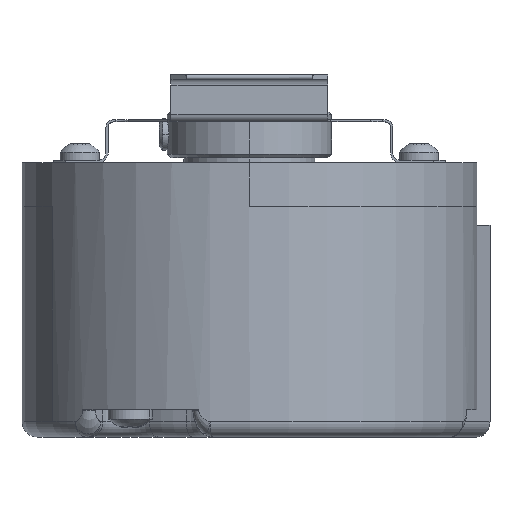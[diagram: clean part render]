
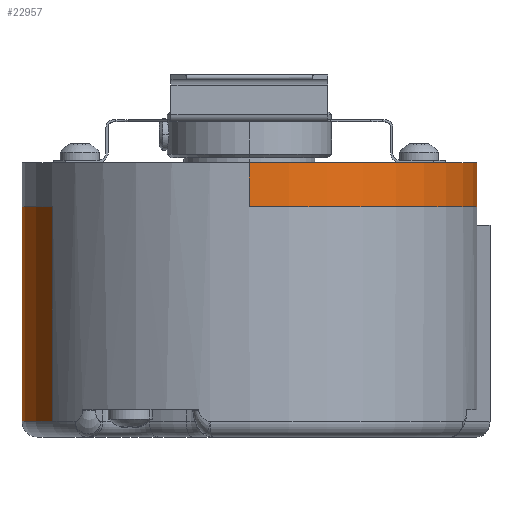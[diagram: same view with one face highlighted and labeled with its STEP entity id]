
A CAD part, left-side view. The second image highlights one B-rep face of the part: STEP entity #22957.
In plain terms, the highlighted cylindrical face has radius 29 mm (diameter 58 mm), a partial arc.
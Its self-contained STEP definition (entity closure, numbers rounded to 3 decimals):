
#106=DIRECTION('',(0.,0.,-1.));
#107=VECTOR('',#106,2.4);
#108=CARTESIAN_POINT('',(14.5,-25.115,12.4));
#109=LINE('',#108,#107);
#210=CARTESIAN_POINT('',(0.,0.,12.4));
#211=DIRECTION('',(0.,0.,1.));
#212=DIRECTION('',(1.,0.,0.));
#213=AXIS2_PLACEMENT_3D('',#210,#211,#212);
#215=DIRECTION('',(0.,0.,1.));
#216=VECTOR('',#215,5.6);
#217=CARTESIAN_POINT('',(29.,0.,12.4));
#218=LINE('',#217,#216);
#219=DIRECTION('',(0.,0.,-1.));
#220=VECTOR('',#219,27.4);
#221=CARTESIAN_POINT('',(-14.5,25.115,12.4));
#222=LINE('',#221,#220);
#223=CARTESIAN_POINT('',(18.616,22.236,-15.));
#224=CARTESIAN_POINT('',(18.637,22.218,-15.004));
#225=CARTESIAN_POINT('',(18.683,22.18,-14.993));
#226=CARTESIAN_POINT('',(18.755,22.119,-14.981));
#227=CARTESIAN_POINT('',(18.83,22.055,-14.957));
#228=CARTESIAN_POINT('',(18.908,21.988,-14.924));
#229=CARTESIAN_POINT('',(18.989,21.918,-14.881));
#230=CARTESIAN_POINT('',(19.071,21.847,-14.827));
#231=CARTESIAN_POINT('',(19.155,21.774,-14.762));
#232=CARTESIAN_POINT('',(19.236,21.702,-14.687));
#233=CARTESIAN_POINT('',(19.315,21.632,-14.603));
#234=CARTESIAN_POINT('',(19.389,21.566,-14.511));
#235=CARTESIAN_POINT('',(19.456,21.505,-14.414));
#236=CARTESIAN_POINT('',(19.516,21.451,-14.314));
#237=CARTESIAN_POINT('',(19.567,21.404,-14.213));
#238=CARTESIAN_POINT('',(19.61,21.365,-14.112));
#239=CARTESIAN_POINT('',(19.645,21.332,-14.014));
#240=CARTESIAN_POINT('',(19.673,21.307,-13.918));
#241=CARTESIAN_POINT('',(19.693,21.288,-13.826));
#242=CARTESIAN_POINT('',(19.707,21.275,-13.737));
#243=CARTESIAN_POINT('',(19.715,21.268,-13.651));
#244=CARTESIAN_POINT('',(19.718,21.265,-13.596));
#245=CARTESIAN_POINT('',(19.717,21.266,-13.57));
#247=CARTESIAN_POINT('',(28.565,5.004,-15.));
#248=CARTESIAN_POINT('',(28.56,5.031,-15.004));
#249=CARTESIAN_POINT('',(28.55,5.09,-14.993));
#250=CARTESIAN_POINT('',(28.533,5.183,-14.981));
#251=CARTESIAN_POINT('',(28.515,5.28,-14.957));
#252=CARTESIAN_POINT('',(28.496,5.381,-14.924));
#253=CARTESIAN_POINT('',(28.476,5.486,-14.881));
#254=CARTESIAN_POINT('',(28.456,5.593,-14.827));
#255=CARTESIAN_POINT('',(28.434,5.701,-14.762));
#256=CARTESIAN_POINT('',(28.412,5.808,-14.687));
#257=CARTESIAN_POINT('',(28.391,5.911,-14.603));
#258=CARTESIAN_POINT('',(28.371,6.008,-14.511));
#259=CARTESIAN_POINT('',(28.352,6.097,-14.414));
#260=CARTESIAN_POINT('',(28.335,6.175,-14.314));
#261=CARTESIAN_POINT('',(28.32,6.243,-14.213));
#262=CARTESIAN_POINT('',(28.307,6.301,-14.112));
#263=CARTESIAN_POINT('',(28.297,6.347,-14.014));
#264=CARTESIAN_POINT('',(28.289,6.384,-13.918));
#265=CARTESIAN_POINT('',(28.283,6.411,-13.826));
#266=CARTESIAN_POINT('',(28.278,6.43,-13.737));
#267=CARTESIAN_POINT('',(28.276,6.44,-13.651));
#268=CARTESIAN_POINT('',(28.275,6.444,-13.596));
#269=CARTESIAN_POINT('',(28.275,6.443,-13.57));
#271=DIRECTION('',(0.,0.,-1.));
#272=VECTOR('',#271,25.);
#273=CARTESIAN_POINT('',(28.781,3.561,10.));
#274=LINE('',#273,#272);
#275=CARTESIAN_POINT('',(0.,0.,12.4));
#276=DIRECTION('',(0.,0.,1.));
#277=DIRECTION('',(-1.,0.,0.));
#278=AXIS2_PLACEMENT_3D('',#275,#276,#277);
#280=DIRECTION('',(0.,0.,1.));
#281=VECTOR('',#280,5.6);
#282=CARTESIAN_POINT('',(-29.,0.,12.4));
#283=LINE('',#282,#281);
#284=CARTESIAN_POINT('',(0.,0.,-15.));
#285=DIRECTION('',(0.,0.,-1.));
#286=DIRECTION('',(-0.5,0.866,0.));
#287=AXIS2_PLACEMENT_3D('',#284,#285,#286);
#1000=CARTESIAN_POINT('',(0.,0.,18.));
#1001=DIRECTION('',(0.,0.,1.));
#1002=DIRECTION('',(-1.,0.,0.));
#1003=AXIS2_PLACEMENT_3D('',#1000,#1001,#1002);
#13716=CARTESIAN_POINT('',(0.,0.,-13.5));
#13717=DIRECTION('',(0.,0.,1.));
#13718=DIRECTION('',(0.975,0.222,0.));
#13719=AXIS2_PLACEMENT_3D('',#13716,#13717,#13718);
#13778=DIRECTION('',(0.,0.,1.));
#13779=VECTOR('',#13778,0.07);
#13780=CARTESIAN_POINT('',(19.717,21.266,
-13.57));
#13781=LINE('',#13780,#13779);
#13971=CARTESIAN_POINT('',(0.,0.,-15.));
#13972=DIRECTION('',(0.,0.,-1.));
#13973=DIRECTION('',(0.985,0.173,0.));
#13974=AXIS2_PLACEMENT_3D('',#13971,#13972,#13973);
#14000=CARTESIAN_POINT('',(0.,0.,10.));
#14001=DIRECTION('',(0.,0.,-1.));
#14002=DIRECTION('',(0.992,0.123,0.));
#14003=AXIS2_PLACEMENT_3D('',#14000,#14001,#14002);
#14041=DIRECTION('',(0.,0.,-1.));
#14042=VECTOR('',#14041,0.07);
#14043=CARTESIAN_POINT('',(28.275,6.443,-13.5));
#14044=LINE('',#14043,#14042);
#18563=CARTESIAN_POINT('',(29.,0.,18.));
#18564=CARTESIAN_POINT('',(-29.,0.,18.));
#18565=VERTEX_POINT('',#18563);
#18566=VERTEX_POINT('',#18564);
#21919=CARTESIAN_POINT('',(28.781,3.561,10.));
#21920=CARTESIAN_POINT('',(14.5,-25.115,10.));
#21921=VERTEX_POINT('',#21919);
#21922=VERTEX_POINT('',#21920);
#21925=CARTESIAN_POINT('',(28.275,6.443,-13.5));
#21926=CARTESIAN_POINT('',(19.717,21.266,-13.5));
#21927=VERTEX_POINT('',#21925);
#21928=VERTEX_POINT('',#21926);
#21947=CARTESIAN_POINT('',(28.781,3.561,-15.));
#21948=VERTEX_POINT('',#21947);
#21951=CARTESIAN_POINT('',(28.565,5.004,-15.));
#21952=VERTEX_POINT('',#21951);
#21969=CARTESIAN_POINT('',(-14.5,25.115,-15.));
#21970=CARTESIAN_POINT('',(18.616,22.236,-15.));
#21971=VERTEX_POINT('',#21969);
#21972=VERTEX_POINT('',#21970);
#22131=VERTEX_POINT('',#269);
#22135=CARTESIAN_POINT('',(19.717,21.266,
-13.57));
#22136=VERTEX_POINT('',#22135);
#22259=CARTESIAN_POINT('',(29.,0.,12.4));
#22260=CARTESIAN_POINT('',(-14.5,25.115,12.4));
#22261=VERTEX_POINT('',#22259);
#22262=VERTEX_POINT('',#22260);
#22263=CARTESIAN_POINT('',(-29.,0.,12.4));
#22264=CARTESIAN_POINT('',(14.5,-25.115,12.4));
#22265=VERTEX_POINT('',#22263);
#22266=VERTEX_POINT('',#22264);
#22924=CARTESIAN_POINT('',(0.,0.,0.));
#22925=DIRECTION('',(0.,0.,1.));
#22926=DIRECTION('',(1.,0.,0.));
#22927=AXIS2_PLACEMENT_3D('',#22924,#22925,#22926);
#22928=CYLINDRICAL_SURFACE('',#22927,29.);
#22929=ORIENTED_EDGE('',*,*,#22917,.F.);
#22930=ORIENTED_EDGE('',*,*,#22915,.T.);
#22931=ORIENTED_EDGE('',*,*,#22913,.T.);
#22933=ORIENTED_EDGE('',*,*,#22932,.T.);
#22935=ORIENTED_EDGE('',*,*,#22934,.T.);
#22937=ORIENTED_EDGE('',*,*,#22936,.T.);
#22939=ORIENTED_EDGE('',*,*,#22938,.F.);
#22941=ORIENTED_EDGE('',*,*,#22940,.T.);
#22943=ORIENTED_EDGE('',*,*,#22942,.F.);
#22945=ORIENTED_EDGE('',*,*,#22944,.T.);
#22947=ORIENTED_EDGE('',*,*,#22946,.F.);
#22949=ORIENTED_EDGE('',*,*,#22948,.T.);
#22950=ORIENTED_EDGE('',*,*,#22884,.F.);
#22951=ORIENTED_EDGE('',*,*,#22882,.F.);
#22952=ORIENTED_EDGE('',*,*,#22880,.T.);
#22954=ORIENTED_EDGE('',*,*,#22953,.T.);
#22955=EDGE_LOOP('',(#22929,#22930,#22931,#22933,#22935,#22937,#22939,#22941,
#22943,#22945,#22947,#22949,#22950,#22951,#22952,#22954));
#22956=FACE_OUTER_BOUND('',#22955,.F.);
#214=CIRCLE('',#213,29.);
#246=B_SPLINE_CURVE_WITH_KNOTS('',3,(#223,#224,#225,#226,#227,#228,#229,#230,
#231,#232,#233,#234,#235,#236,#237,#238,#239,#240,#241,#242,#243,#244,#245),
.UNSPECIFIED.,.F.,.F.,(4,1,1,1,1,1,1,1,1,1,1,1,1,1,1,1,1,1,1,1,4),(0.,0.05,
0.1,0.15,0.2,0.25,0.3,0.35,0.4,0.45,0.5,0.55,0.6,0.65,
0.7,0.75,0.8,0.85,0.9,0.95,1.),.UNSPECIFIED.);
#270=B_SPLINE_CURVE_WITH_KNOTS('',3,(#247,#248,#249,#250,#251,#252,#253,#254,
#255,#256,#257,#258,#259,#260,#261,#262,#263,#264,#265,#266,#267,#268,#269),
.UNSPECIFIED.,.F.,.F.,(4,1,1,1,1,1,1,1,1,1,1,1,1,1,1,1,1,1,1,1,4),(0.,0.05,
0.1,0.15,0.2,0.25,0.3,0.35,0.4,0.45,0.5,0.55,0.6,0.65,
0.7,0.75,0.8,0.85,0.9,0.95,1.),.UNSPECIFIED.);
#279=CIRCLE('',#278,29.);
#288=CIRCLE('',#287,29.);
#1004=CIRCLE('',#1003,29.);
#13720=CIRCLE('',#13719,29.);
#13975=CIRCLE('',#13974,29.);
#14004=CIRCLE('',#14003,29.);
#22880=EDGE_CURVE('',#22265,#18566,#283,.T.);
#22882=EDGE_CURVE('',#22265,#22266,#279,.T.);
#22884=EDGE_CURVE('',#22266,#21922,#109,.T.);
#22913=EDGE_CURVE('',#22262,#21971,#222,.T.);
#22915=EDGE_CURVE('',#22261,#22262,#214,.T.);
#22917=EDGE_CURVE('',#22261,#18565,#218,.T.);
#22932=EDGE_CURVE('',#21971,#21972,#288,.T.);
#22934=EDGE_CURVE('',#21972,#22136,#246,.T.);
#22936=EDGE_CURVE('',#22136,#21928,#13781,.T.);
#22938=EDGE_CURVE('',#21927,#21928,#13720,.T.);
#22940=EDGE_CURVE('',#21927,#22131,#14044,.T.);
#22942=EDGE_CURVE('',#21952,#22131,#270,.T.);
#22944=EDGE_CURVE('',#21952,#21948,#13975,.T.);
#22946=EDGE_CURVE('',#21921,#21948,#274,.T.);
#22948=EDGE_CURVE('',#21921,#21922,#14004,.T.);
#22953=EDGE_CURVE('',#18566,#18565,#1004,.T.);
#22957=ADVANCED_FACE('',(#22956),#22928,.T.);
